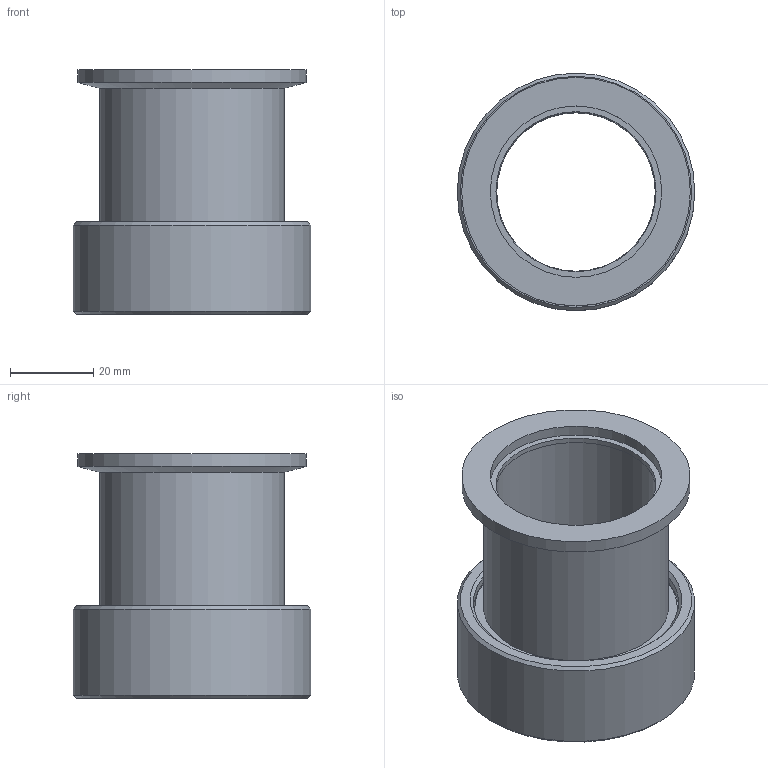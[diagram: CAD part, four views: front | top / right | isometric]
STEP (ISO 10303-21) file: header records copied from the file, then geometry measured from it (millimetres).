
FILE_DESCRIPTION(/* description */ (''),/* implementation_level */ '2;1');
FILE_NAME(/* name */ '1000016a.stp',/* time_stamp */ '2019-07-18T09:31:40-04:00',/* author */ ('Glen_C'),/* organization */ (''),/* preprocessor_version */ 'ST-DEVELOPER v16.13',/* originating_system */ 'Autodesk Inventor 2018',/* authorisation */ '');
FILE_SCHEMA (('AUTOMOTIVE_DESIGN { 1 0 10303 214 3 1 1 }'));
Length unit declared in the file: inch
Products named in the file (1): 1000016_S
Bounding box: 57.15 x 57.15 x 58.8 mm (x, y, z)
Volume: 46784 mm3; surface area: 22780.5 mm2
Topology: 1 solids, 2 shells, 32 faces, 72 edges, 48 vertices
Faces by surface type: cylinder 16, plane 8, cone 6, torus 2
Full cylindrical faces by diameter (mm): 38.1 x1, 38.481 x5, 41.199 x1, 44.45 x1, 44.577 x1, 48.514 x3, 49.428 x2, 54.991 x1, 57.15 x1
Entity records: 781 total; most frequent: DIRECTION 136, CARTESIAN_POINT 103, ORIENTED_EDGE 70, AXIS2_PLACEMENT_3D 68, EDGE_LOOP 64, CIRCLE 35, VERTEX_POINT 35, EDGE_CURVE 35
